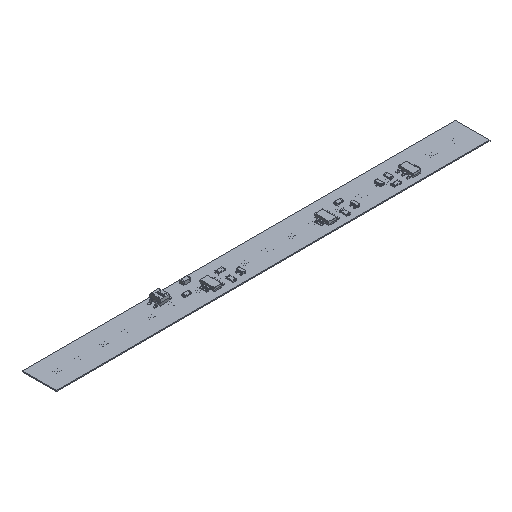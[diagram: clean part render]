
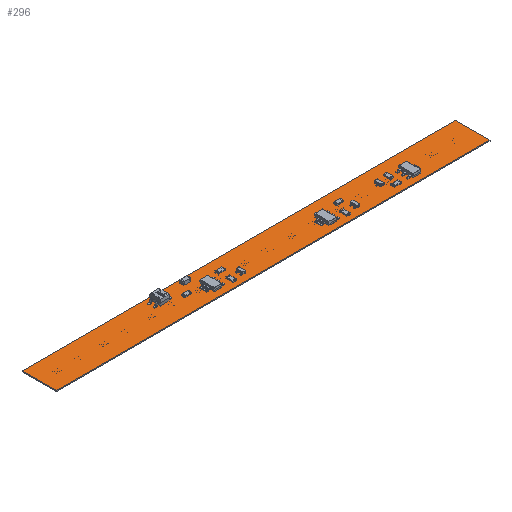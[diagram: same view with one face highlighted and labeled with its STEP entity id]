
A CAD part, isometric view. The second image highlights one B-rep face of the part: STEP entity #296.
In plain terms, the highlighted planar face has unit normal (0, 0, 1).
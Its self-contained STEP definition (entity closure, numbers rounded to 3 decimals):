
#167 = VERTEX_POINT('',#168);
#168 = CARTESIAN_POINT('',(-2.,-11.5,0.));
#174 = EDGE_CURVE('',#167,#175,#177,.T.);
#175 = VERTEX_POINT('',#176);
#176 = CARTESIAN_POINT('',(192.8,-11.5,0.));
#177 = LINE('',#178,#179);
#178 = CARTESIAN_POINT('',(-2.,-11.5,0.));
#179 = VECTOR('',#180,1.);
#180 = DIRECTION('',(1.,0.,0.));
#205 = EDGE_CURVE('',#175,#206,#208,.T.);
#206 = VERTEX_POINT('',#207);
#207 = CARTESIAN_POINT('',(192.8,3.8,0.));
#208 = LINE('',#209,#210);
#209 = CARTESIAN_POINT('',(192.8,-11.5,0.));
#210 = VECTOR('',#211,1.);
#211 = DIRECTION('',(0.,1.,0.));
#236 = EDGE_CURVE('',#206,#237,#239,.T.);
#237 = VERTEX_POINT('',#238);
#238 = CARTESIAN_POINT('',(-2.,3.8,0.));
#239 = LINE('',#240,#241);
#240 = CARTESIAN_POINT('',(192.8,3.8,0.));
#241 = VECTOR('',#242,1.);
#242 = DIRECTION('',(-1.,0.,0.));
#267 = EDGE_CURVE('',#237,#167,#268,.T.);
#268 = LINE('',#269,#270);
#269 = CARTESIAN_POINT('',(-2.,3.8,0.));
#270 = VECTOR('',#271,1.);
#271 = DIRECTION('',(0.,-1.,0.));
#296 = ADVANCED_FACE('',(#297),#303,.F.);
#297 = FACE_BOUND('',#298,.T.);
#298 = EDGE_LOOP('',(#299,#300,#301,#302));
#299 = ORIENTED_EDGE('',*,*,#174,.T.);
#300 = ORIENTED_EDGE('',*,*,#205,.T.);
#301 = ORIENTED_EDGE('',*,*,#236,.T.);
#302 = ORIENTED_EDGE('',*,*,#267,.T.);
#303 = PLANE('',#304);
#304 = AXIS2_PLACEMENT_3D('',#305,#306,#307);
#305 = CARTESIAN_POINT('',(-2.,-11.5,0.));
#306 = DIRECTION('',(0.,0.,-1.));
#307 = DIRECTION('',(-1.,0.,0.));
